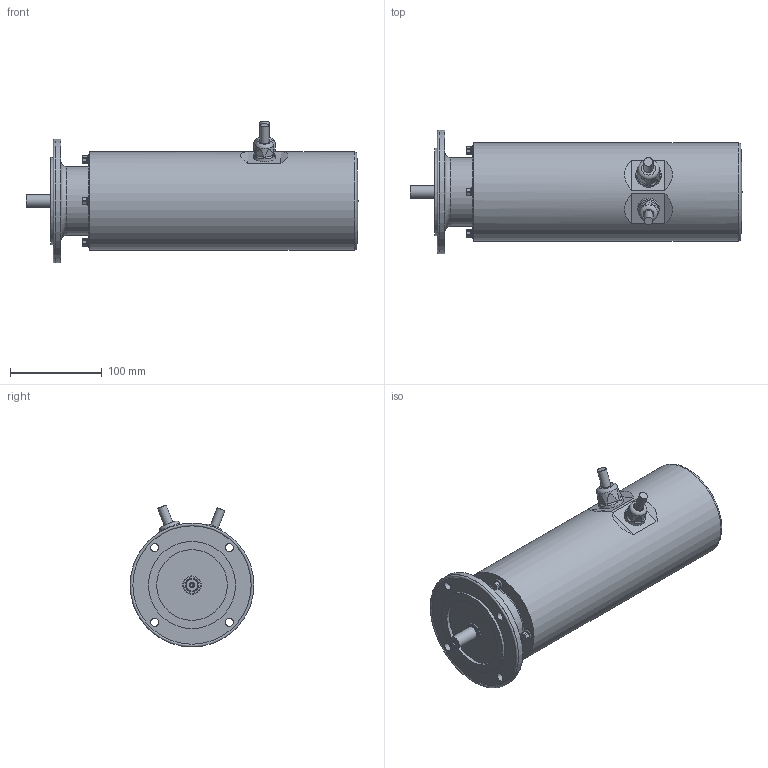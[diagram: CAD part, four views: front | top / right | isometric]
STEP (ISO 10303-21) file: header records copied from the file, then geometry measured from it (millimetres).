
FILE_DESCRIPTION(/* description */ (''),/* implementation_level */ '2;1');
FILE_NAME(/* name */ 'CM2H_KSYMotor-WelleB5-36X_01_KSY3612_BremseKabelGeber.stp',/* time_stamp */ '2023-03-30T09:59:47+02:00',/* author */ (''),/* organization */ (''),/* preprocessor_version */ 'ST-DEVELOPER v16',/* originating_system */ 'SIEMENS PLM Software NX 10.0',/* authorisation */ '');
FILE_SCHEMA (('AUTOMOTIVE_DESIGN { 1 0 10303 214 3 1 1 1 }'));
Length unit declared in the file: millimetre
Products named in the file (4): Kabelverschr_16_SEW; Kabelverschr_20_SY3_SEW; KSY364HD_R4_SEW_B5_S95_Rumpf; KSY364HD_R4_S1_B5_S95_SEW
Assembly tree (3 placements, depth 2):
  KSY364HD_R4_S1_B5_S95_SEW
    KSY364HD_R4_SEW_B5_S95_Rumpf
    Kabelverschr_20_SY3_SEW
    Kabelverschr_16_SEW
Bounding box: 362 x 135 x 154.71 mm (x, y, z)
Volume: 2900434.7 mm3; surface area: 156924.4 mm2
Topology: 3 solids, 3 shells, 146 faces, 335 edges, 217 vertices
Faces by surface type: cylinder 63, plane 58, cone 11, torus 9, sphere 4, bspline 1
Full cylindrical faces by diameter (mm): 3.432 x1, 4.5 x1, 8.7 x4, 9 x5, 10 x1, 11.8 x4, 13.5 x1, 14 x1, 16 x1, 20 x2, 75 x1, 77 x1, 95 x1, 107 x1, 129 x1, 135 x1
Entity records: 5199 total; most frequent: CARTESIAN_POINT 1896, DIRECTION 624, ORIENTED_EDGE 514, AXIS2_PLACEMENT_3D 266, EDGE_CURVE 257, EDGE_LOOP 230, VERTEX_POINT 194, ADVANCED_FACE 146
